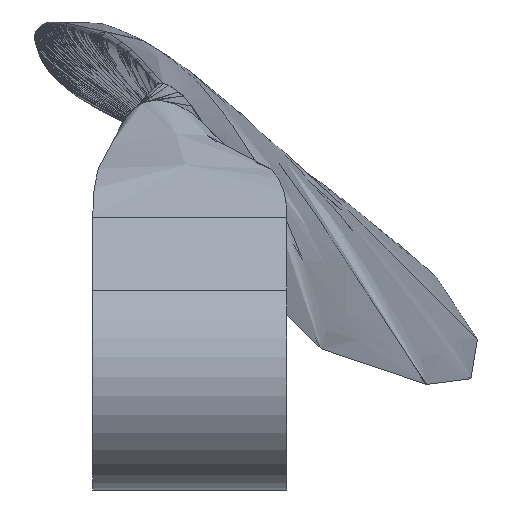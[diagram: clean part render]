
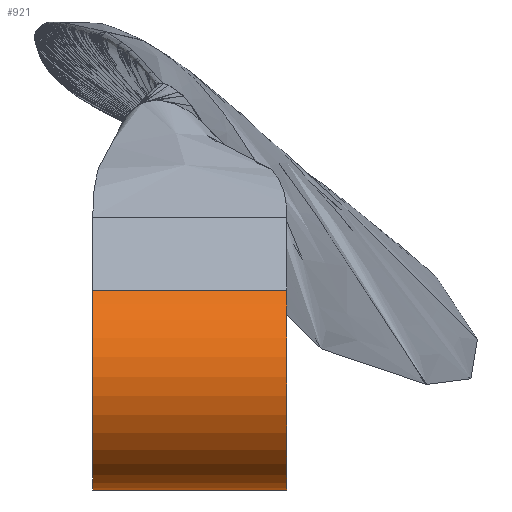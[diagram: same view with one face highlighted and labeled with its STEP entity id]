
A CAD part, front view. The second image highlights one B-rep face of the part: STEP entity #921.
In plain terms, the highlighted cylindrical face has radius 3.5 mm (diameter 7 mm), a partial arc.
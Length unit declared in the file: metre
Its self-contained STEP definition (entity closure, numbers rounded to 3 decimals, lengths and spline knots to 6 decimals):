
#106=CIRCLE('',#4053,0.0035);
#107=CIRCLE('',#4055,0.0035);
#109=CYLINDRICAL_SURFACE('',#4054,0.0035);
#180=VECTOR('',#1015,1.);
#181=VECTOR('',#1016,1.);
#212=LINE('',#3904,#180);
#213=LINE('',#3905,#181);
#299=VERTEX_POINT('',#3893);
#300=VERTEX_POINT('',#3894);
#303=VERTEX_POINT('',#3902);
#304=VERTEX_POINT('',#3903);
#477=EDGE_CURVE('',#299,#300,#106,.T.);
#481=EDGE_CURVE('',#303,#304,#107,.T.);
#482=EDGE_CURVE('',#304,#299,#212,.T.);
#483=EDGE_CURVE('',#300,#303,#213,.T.);
#705=ORIENTED_EDGE('',*,*,#481,.T.);
#706=ORIENTED_EDGE('',*,*,#482,.T.);
#707=ORIENTED_EDGE('',*,*,#477,.T.);
#708=ORIENTED_EDGE('',*,*,#483,.T.);
#813=EDGE_LOOP('',(#705,#706,#707,#708));
#868=FACE_BOUND('',#813,.T.);
#921=ADVANCED_FACE('',(#868),#109,.T.);
#1006=DIRECTION('',(-1.,0.,0.));
#1007=DIRECTION('',(0.,0.,-0.003));
#1011=DIRECTION('',(-1.,0.,0.));
#1012=DIRECTION('',(0.,0.,-0.003));
#1013=DIRECTION('',(1.,0.,0.));
#1014=DIRECTION('',(0.,-0.003,0.));
#1015=DIRECTION('',(1.,0.,0.));
#1016=DIRECTION('',(-1.,0.,0.));
#3892=CARTESIAN_POINT('',(0.003221,0.013497,-0.007229));
#3893=CARTESIAN_POINT('',(0.003221,0.015747,-0.00991));
#3894=CARTESIAN_POINT('',(0.003221,0.011247,-0.004548));
#3900=CARTESIAN_POINT('',(-0.000586,0.013497,-0.007229));
#3901=CARTESIAN_POINT('',(-0.002779,0.013497,-0.007229));
#3902=CARTESIAN_POINT('',(-0.002779,0.011247,-0.004548));
#3903=CARTESIAN_POINT('',(-0.002779,0.015747,-0.00991));
#3904=CARTESIAN_POINT('',(-0.000586,0.015747,-0.00991));
#3905=CARTESIAN_POINT('',(0.001313,0.011247,-0.004548));
#4053=AXIS2_PLACEMENT_3D('',#3892,#1006,#1007);
#4054=AXIS2_PLACEMENT_3D('',#3900,#1011,#1012);
#4055=AXIS2_PLACEMENT_3D('',#3901,#1013,#1014);
